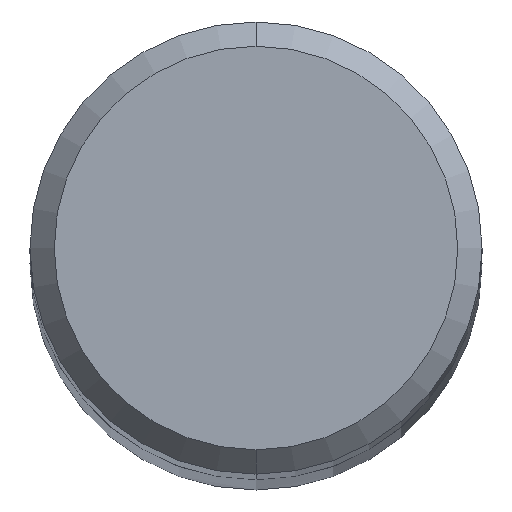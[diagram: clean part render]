
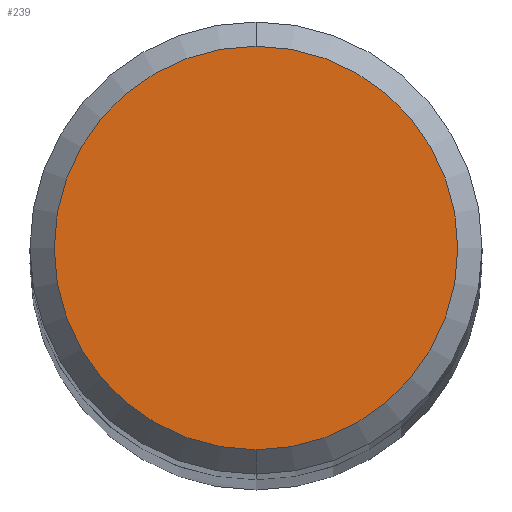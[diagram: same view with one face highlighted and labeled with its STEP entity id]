
A CAD part, top view. The second image highlights one B-rep face of the part: STEP entity #239.
In plain terms, the highlighted planar face has unit normal (0, 0, 1).
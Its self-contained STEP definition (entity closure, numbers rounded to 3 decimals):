
#187=VERTEX_POINT('',#448);
#209=EDGE_CURVE('',#187,#279,#470,.T.);
#239=ADVANCED_FACE('',(#502),#503,.T.);
#279=VERTEX_POINT('',#549);
#317=EDGE_CURVE('',#279,#187,#589,.T.);
#448=CARTESIAN_POINT('',(0.,-4.15,63.0));
#470=CIRCLE('',#789,4.15);
#502=FACE_OUTER_BOUND('',#888,.T.);
#503=PLANE('',#889);
#549=CARTESIAN_POINT('',(0.0,4.15,63.0));
#589=CIRCLE('',#1098,4.15);
#789=AXIS2_PLACEMENT_3D('',#1322,#1323,#1324);
#888=EDGE_LOOP('',(#1351,#1352));
#889=AXIS2_PLACEMENT_3D('',#1353,#1354,#1355);
#1098=AXIS2_PLACEMENT_3D('',#1458,#1459,#1460);
#1322=CARTESIAN_POINT('',(0.0,0.0,63.0));
#1323=DIRECTION('',(0.0,0.0,-1.0));
#1324=DIRECTION('',(0.0,1.0,0.0));
#1351=ORIENTED_EDGE('',*,*,#317,.F.);
#1352=ORIENTED_EDGE('',*,*,#209,.F.);
#1353=CARTESIAN_POINT('',(0.0,2.075,63.0));
#1354=DIRECTION('',(0.0,0.0,1.0));
#1355=DIRECTION('',(0.0,-1.0,0.0));
#1458=CARTESIAN_POINT('',(0.0,0.0,63.0));
#1459=DIRECTION('',(0.0,0.0,-1.0));
#1460=DIRECTION('',(0.0,1.0,0.0));
